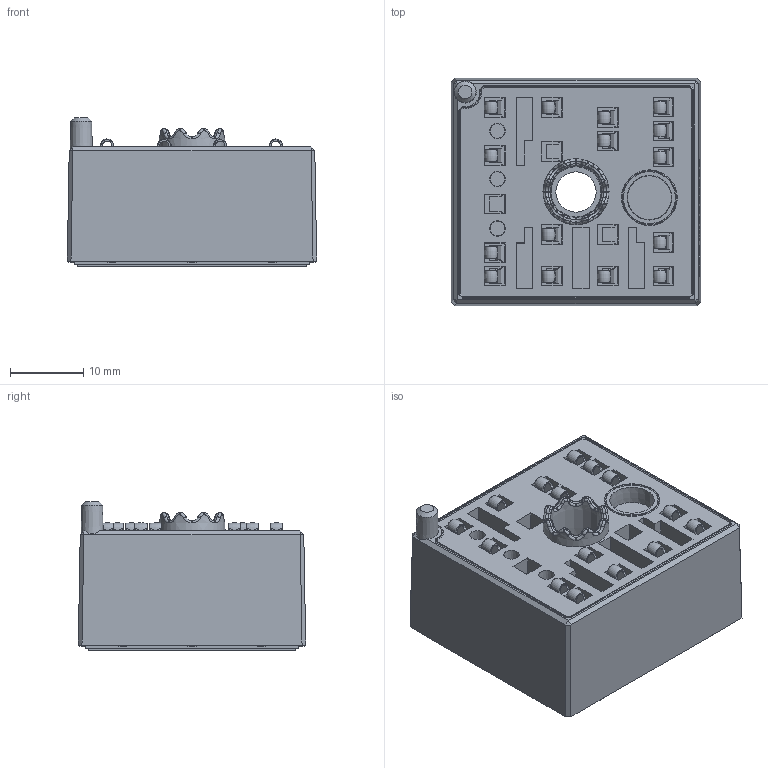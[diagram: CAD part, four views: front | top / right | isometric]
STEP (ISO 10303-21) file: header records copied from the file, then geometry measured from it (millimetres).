
FILE_DESCRIPTION(/* description */ ('Unknown'),/* implementation_level */ '2;1');
FILE_NAME(/* name */ 'MiniSkiiP0-K640(150)-01-OL',/* time_stamp */ '2019-05-10T09:42:13+02:00',/* author */ ('Unknown'),/* organization */ ('Unknown'),/* preprocessor_version */ 'ST-DEVELOPER v16.7',/* originating_system */ 'DEX',/* authorisation */ $);
FILE_SCHEMA (('AUTOMOTIVE_DESIGN {1 0 10303 214 3 1 1}'));
Products named in the file (1): MiniSkiiP0-K640-01-OL
Bounding box: 33.99 x 30.99 x 20.29 mm (x, y, z)
Volume: 17675.6 mm3; surface area: 14453 mm2
Topology: 18 solids, 36 shells, 1842 faces, 5029 edges, 3190 vertices
Faces by surface type: plane 1050, cylinder 460, bspline 284, torus 36, cone 11, sphere 1
Full cylindrical faces by diameter (mm): 0.5 x18, 2.5 x1, 3.8 x1, 5.5 x1, 6.2 x1, 7.5 x1, 8 x1
Entity records: 60734 total; most frequent: CARTESIAN_POINT 16184, ORIENTED_EDGE 9732, DIRECTION 8407, EDGE_CURVE 4866, LINE 3199, VECTOR 3199, VERTEX_POINT 3181, AXIS2_PLACEMENT_3D 2604
